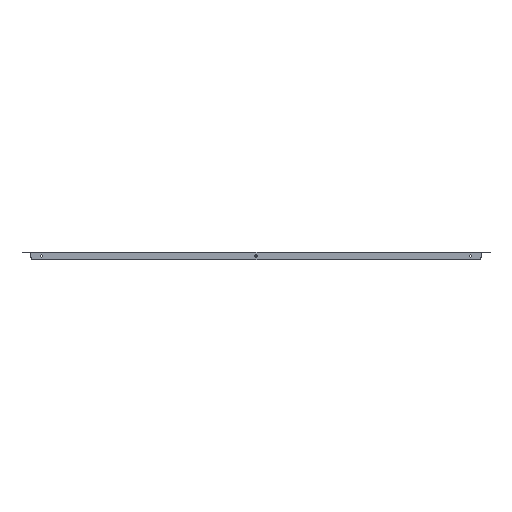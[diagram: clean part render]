
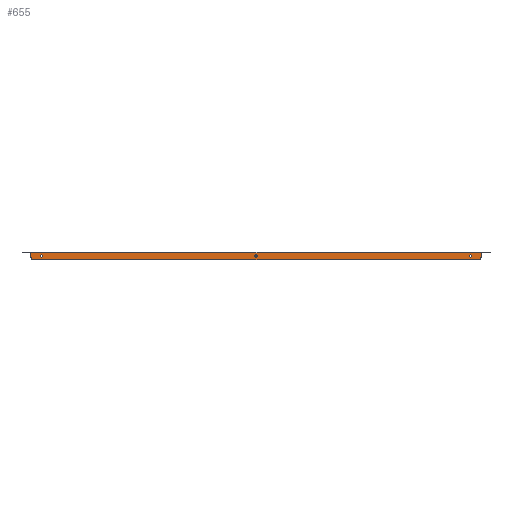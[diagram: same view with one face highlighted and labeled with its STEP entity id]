
A CAD part, front view. The second image highlights one B-rep face of the part: STEP entity #655.
In plain terms, the highlighted planar face has unit normal (0, -1, 0).
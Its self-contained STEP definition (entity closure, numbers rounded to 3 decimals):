
#33 = EDGE_LOOP ( 'NONE', ( #1070 ) ) ;
#42 = EDGE_LOOP ( 'NONE', ( #829 ) ) ;
#59 = LINE ( 'NONE', #1769, #1844 ) ;
#88 = EDGE_LOOP ( 'NONE', ( #1112 ) ) ;
#97 = DIRECTION ( 'NONE',  ( 0., 0., 1. ) ) ;
#103 = CARTESIAN_POINT ( 'NONE',  ( 0., -124.8, 0. ) ) ;
#111 = ORIENTED_EDGE ( 'NONE', *, *, #432, .T. ) ;
#112 = DIRECTION ( 'NONE',  ( 0., 1., 0. ) ) ;
#117 = CIRCLE ( 'NONE', #228, 2.1 ) ;
#145 = EDGE_CURVE ( 'NONE', #613, #1124, #264, .T. ) ;
#164 = LINE ( 'NONE', #633, #237 ) ;
#217 = CARTESIAN_POINT ( 'NONE',  ( -406.25, -124.8, -7.5 ) ) ;
#218 = FACE_BOUND ( 'NONE', #42, .T. ) ;
#228 = AXIS2_PLACEMENT_3D ( 'NONE', #1514, #1403, #1833 ) ;
#237 = VECTOR ( 'NONE', #1345, 1000. ) ;
#239 = VECTOR ( 'NONE', #581, 1000. ) ;
#264 = LINE ( 'NONE', #873, #239 ) ;
#281 = VECTOR ( 'NONE', #855, 1000. ) ;
#297 = ORIENTED_EDGE ( 'NONE', *, *, #1450, .T. ) ;
#378 = FACE_BOUND ( 'NONE', #33, .T. ) ;
#432 = EDGE_CURVE ( 'NONE', #805, #1151, #164, .T. ) ;
#444 = ORIENTED_EDGE ( 'NONE', *, *, #842, .T. ) ;
#481 = AXIS2_PLACEMENT_3D ( 'NONE', #718, #1307, #1035 ) ;
#508 = CARTESIAN_POINT ( 'NONE',  ( 426.25, -124.8, -10. ) ) ;
#509 = CIRCLE ( 'NONE', #481, 5. ) ;
#520 = AXIS2_PLACEMENT_3D ( 'NONE', #217, #1212, #1541 ) ;
#549 = EDGE_CURVE ( 'NONE', #1540, #1540, #117, .T. ) ;
#581 = DIRECTION ( 'NONE',  ( 0., 0., 1. ) ) ;
#613 = VERTEX_POINT ( 'NONE', #508 ) ;
#633 = CARTESIAN_POINT ( 'NONE',  ( -426.25, -124.8, 0. ) ) ;
#639 = DIRECTION ( 'NONE',  ( 0., 1., 0. ) ) ;
#655 = ADVANCED_FACE ( 'NONE', ( #218, #807, #378, #1101 ), #982, .F. ) ;
#718 = CARTESIAN_POINT ( 'NONE',  ( -421.25, -124.8, -10. ) ) ;
#759 = CARTESIAN_POINT ( 'NONE',  ( 421.25, -124.8, -10. ) ) ;
#776 = DIRECTION ( 'NONE',  ( 0., 0., 1. ) ) ;
#781 = CARTESIAN_POINT ( 'NONE',  ( 406.25, -124.8, -7.5 ) ) ;
#805 = VERTEX_POINT ( 'NONE', #1598 ) ;
#807 = FACE_BOUND ( 'NONE', #88, .T. ) ;
#818 = VERTEX_POINT ( 'NONE', #1152 ) ;
#829 = ORIENTED_EDGE ( 'NONE', *, *, #1021, .T. ) ;
#842 = EDGE_CURVE ( 'NONE', #1151, #818, #509, .T. ) ;
#855 = DIRECTION ( 'NONE',  ( 1., 0., 0. ) ) ;
#865 = ORIENTED_EDGE ( 'NONE', *, *, #1483, .T. ) ;
#873 = CARTESIAN_POINT ( 'NONE',  ( 426.25, -124.8, 0. ) ) ;
#908 = DIRECTION ( 'NONE',  ( 1., 0., 0. ) ) ;
#942 = DIRECTION ( 'NONE',  ( 0., 0., 1. ) ) ;
#982 = PLANE ( 'NONE',  #1368 ) ;
#1014 = LINE ( 'NONE', #1730, #281 ) ;
#1021 = EDGE_CURVE ( 'NONE', #1636, #1636, #1040, .T. ) ;
#1034 = EDGE_CURVE ( 'NONE', #1480, #1480, #1392, .T. ) ;
#1035 = DIRECTION ( 'NONE',  ( 0., 0., 1. ) ) ;
#1040 = CIRCLE ( 'NONE', #520, 2.1 ) ;
#1051 = CARTESIAN_POINT ( 'NONE',  ( 0., -124.8, -5.4 ) ) ;
#1070 = ORIENTED_EDGE ( 'NONE', *, *, #1034, .T. ) ;
#1101 = FACE_OUTER_BOUND ( 'NONE', #1294, .T. ) ;
#1112 = ORIENTED_EDGE ( 'NONE', *, *, #549, .T. ) ;
#1114 = CARTESIAN_POINT ( 'NONE',  ( -426.25, -124.8, -10. ) ) ;
#1124 = VERTEX_POINT ( 'NONE', #1436 ) ;
#1151 = VERTEX_POINT ( 'NONE', #1114 ) ;
#1152 = CARTESIAN_POINT ( 'NONE',  ( -421.25, -124.8, -15. ) ) ;
#1199 = DIRECTION ( 'NONE',  ( 0., -1., 0. ) ) ;
#1212 = DIRECTION ( 'NONE',  ( 0., 1., 0. ) ) ;
#1259 = AXIS2_PLACEMENT_3D ( 'NONE', #781, #639, #942 ) ;
#1263 = ORIENTED_EDGE ( 'NONE', *, *, #1798, .F. ) ;
#1291 = ORIENTED_EDGE ( 'NONE', *, *, #145, .T. ) ;
#1294 = EDGE_LOOP ( 'NONE', ( #111, #444, #865, #297, #1291, #1263 ) ) ;
#1307 = DIRECTION ( 'NONE',  ( 0., -1., 0. ) ) ;
#1335 = CARTESIAN_POINT ( 'NONE',  ( -406.25, -124.8, -5.4 ) ) ;
#1345 = DIRECTION ( 'NONE',  ( 0., 0., -1. ) ) ;
#1368 = AXIS2_PLACEMENT_3D ( 'NONE', #103, #112, #97 ) ;
#1392 = CIRCLE ( 'NONE', #1259, 2.1 ) ;
#1403 = DIRECTION ( 'NONE',  ( 0., 1., 0. ) ) ;
#1436 = CARTESIAN_POINT ( 'NONE',  ( 426.25, -124.8, -0.919 ) ) ;
#1450 = EDGE_CURVE ( 'NONE', #1600, #613, #1807, .T. ) ;
#1454 = CARTESIAN_POINT ( 'NONE',  ( 406.25, -124.8, -5.4 ) ) ;
#1480 = VERTEX_POINT ( 'NONE', #1454 ) ;
#1483 = EDGE_CURVE ( 'NONE', #818, #1600, #59, .T. ) ;
#1514 = CARTESIAN_POINT ( 'NONE',  ( 0., -124.8, -7.5 ) ) ;
#1540 = VERTEX_POINT ( 'NONE', #1051 ) ;
#1541 = DIRECTION ( 'NONE',  ( 0., 0., 1. ) ) ;
#1598 = CARTESIAN_POINT ( 'NONE',  ( -426.25, -124.8, -0.919 ) ) ;
#1600 = VERTEX_POINT ( 'NONE', #1650 ) ;
#1605 = AXIS2_PLACEMENT_3D ( 'NONE', #759, #1199, #776 ) ;
#1636 = VERTEX_POINT ( 'NONE', #1335 ) ;
#1650 = CARTESIAN_POINT ( 'NONE',  ( 421.25, -124.8, -15. ) ) ;
#1730 = CARTESIAN_POINT ( 'NONE',  ( -428.796, -124.8, -0.919 ) ) ;
#1769 = CARTESIAN_POINT ( 'NONE',  ( 0., -124.8, -15. ) ) ;
#1798 = EDGE_CURVE ( 'NONE', #805, #1124, #1014, .T. ) ;
#1807 = CIRCLE ( 'NONE', #1605, 5. ) ;
#1833 = DIRECTION ( 'NONE',  ( 0., 0., 1. ) ) ;
#1844 = VECTOR ( 'NONE', #908, 1000. ) ;
